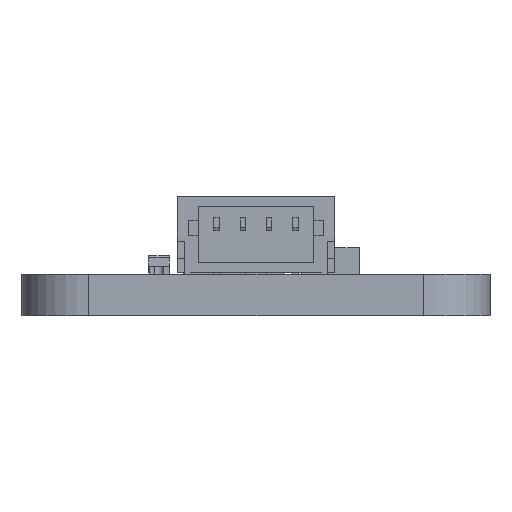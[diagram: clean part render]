
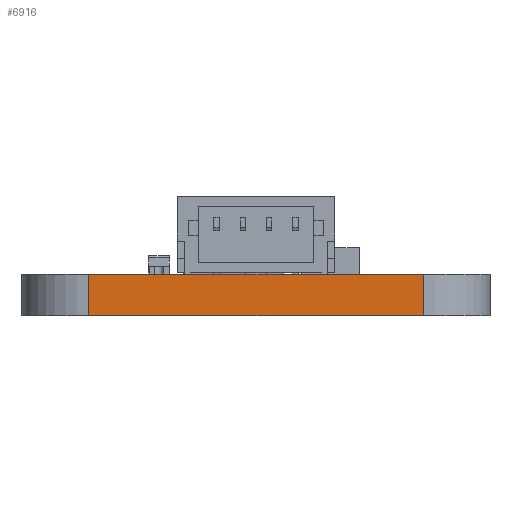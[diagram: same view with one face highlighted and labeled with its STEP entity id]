
A CAD part, left-side view. The second image highlights one B-rep face of the part: STEP entity #6916.
In plain terms, the highlighted planar face has unit normal (-1, 0, 0).
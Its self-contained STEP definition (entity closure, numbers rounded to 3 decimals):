
#160=PLANE('',#7443);
#513=FACE_OUTER_BOUND('',#889,.T.);
#889=EDGE_LOOP('',(#4876,#4877,#4878,#4879));
#1335=LINE('',#9891,#2215);
#1336=LINE('',#9894,#2216);
#1337=LINE('',#9896,#2217);
#1338=LINE('',#9897,#2218);
#2215=VECTOR('',#8067,10.);
#2216=VECTOR('',#8070,10.);
#2217=VECTOR('',#8071,10.);
#2218=VECTOR('',#8072,10.);
#3194=VERTEX_POINT('',#9887);
#3195=VERTEX_POINT('',#9889);
#3196=VERTEX_POINT('',#9893);
#3197=VERTEX_POINT('',#9895);
#3871=EDGE_CURVE('',#3194,#3195,#1335,.T.);
#3872=EDGE_CURVE('',#3196,#3194,#1336,.T.);
#3873=EDGE_CURVE('',#3197,#3195,#1337,.T.);
#3874=EDGE_CURVE('',#3196,#3197,#1338,.T.);
#4876=ORIENTED_EDGE('',*,*,#3872,.T.);
#4877=ORIENTED_EDGE('',*,*,#3871,.T.);
#4878=ORIENTED_EDGE('',*,*,#3873,.F.);
#4879=ORIENTED_EDGE('',*,*,#3874,.F.);
#6916=ADVANCED_FACE('',(#513),#160,.T.);
#7443=AXIS2_PLACEMENT_3D('',#9892,#8068,#8069);
#8067=DIRECTION('',(0.,0.,1.));
#8068=DIRECTION('center_axis',(-1.,0.,0.));
#8069=DIRECTION('ref_axis',(0.,-1.,0.));
#8070=DIRECTION('',(0.,-1.,0.));
#8071=DIRECTION('',(0.,-1.,0.));
#8072=DIRECTION('',(0.,0.,1.));
#9887=CARTESIAN_POINT('',(0.,2.54,0.));
#9889=CARTESIAN_POINT('',(0.,2.54,1.57));
#9891=CARTESIAN_POINT('',(0.,2.54,0.));
#9892=CARTESIAN_POINT('Origin',(0.,15.24,0.));
#9893=CARTESIAN_POINT('',(0.,15.24,0.));
#9894=CARTESIAN_POINT('',(0.,15.24,0.));
#9895=CARTESIAN_POINT('',(0.,15.24,1.57));
#9896=CARTESIAN_POINT('',(0.,15.24,1.57));
#9897=CARTESIAN_POINT('',(0.,15.24,0.));
